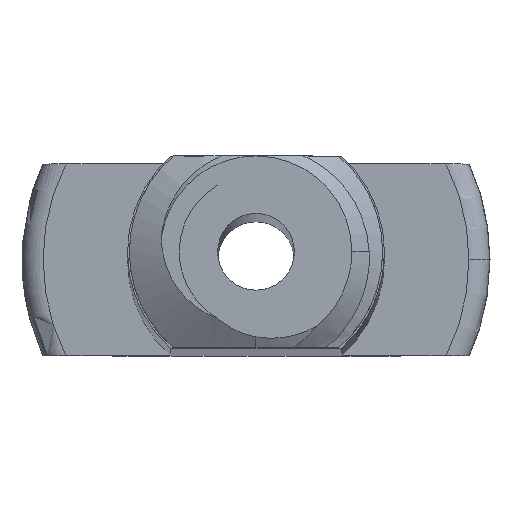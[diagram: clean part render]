
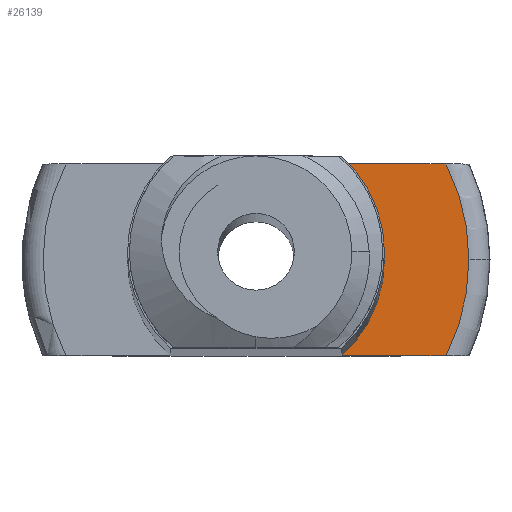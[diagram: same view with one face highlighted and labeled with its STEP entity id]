
A CAD part, top view. The second image highlights one B-rep face of the part: STEP entity #26139.
In plain terms, the highlighted planar face has unit normal (0, 0, 1).
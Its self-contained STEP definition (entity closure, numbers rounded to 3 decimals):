
#7786 = PLANE('',#7787);
#7787 = AXIS2_PLACEMENT_3D('',#7788,#7789,#7790);
#7788 = CARTESIAN_POINT('',(-12.5,-2.5,200.));
#7789 = DIRECTION('',(0.,1.,0.));
#7790 = DIRECTION('',(-1.,0.,0.));
#8575 = PLANE('',#8576);
#8576 = AXIS2_PLACEMENT_3D('',#8577,#8578,#8579);
#8577 = CARTESIAN_POINT('',(-12.5,2.5,200.));
#8578 = DIRECTION('',(0.,-1.,0.));
#8579 = DIRECTION('',(1.,0.,0.));
#11667 = VERTEX_POINT('',#11668);
#11668 = CARTESIAN_POINT('',(4.955,-2.5,0.));
#11720 = TOROIDAL_SURFACE('',#11721,5.55,0.55);
#11721 = AXIS2_PLACEMENT_3D('',#11722,#11723,#11724);
#11722 = CARTESIAN_POINT('',(0.,0.,
    -0.55));
#11723 = DIRECTION('',(0.,0.,1.));
#11724 = DIRECTION('',(1.,0.,0.));
#11751 = EDGE_CURVE('',#11752,#11667,#11754,.T.);
#11752 = VERTEX_POINT('',#11753);
#11753 = CARTESIAN_POINT('',(2.23,-2.5,0.));
#11754 = SURFACE_CURVE('',#11755,(#11759,#11766),.PCURVE_S1.);
#11755 = LINE('',#11756,#11757);
#11756 = CARTESIAN_POINT('',(-6.25,-2.5,0.));
#11757 = VECTOR('',#11758,1.);
#11758 = DIRECTION('',(1.,0.,0.));
#11759 = PCURVE('',#7786,#11760);
#11760 = DEFINITIONAL_REPRESENTATION('',(#11761),#11765);
#11761 = LINE('',#11762,#11763);
#11762 = CARTESIAN_POINT('',(-6.25,-200.));
#11763 = VECTOR('',#11764,1.);
#11764 = DIRECTION('',(-1.,0.));
#11765 = ( GEOMETRIC_REPRESENTATION_CONTEXT(2) 
PARAMETRIC_REPRESENTATION_CONTEXT() REPRESENTATION_CONTEXT('2D SPACE',''
  ) );
#11766 = PCURVE('',#11767,#11772);
#11767 = PLANE('',#11768);
#11768 = AXIS2_PLACEMENT_3D('',#11769,#11770,#11771);
#11769 = CARTESIAN_POINT('',(0.,0.,
    0.));
#11770 = DIRECTION('',(0.,0.,-1.));
#11771 = DIRECTION('',(1.,0.,0.));
#11772 = DEFINITIONAL_REPRESENTATION('',(#11773),#11777);
#11773 = LINE('',#11774,#11775);
#11774 = CARTESIAN_POINT('',(-6.25,2.5));
#11775 = VECTOR('',#11776,1.);
#11776 = DIRECTION('',(1.,0.));
#11777 = ( GEOMETRIC_REPRESENTATION_CONTEXT(2) 
PARAMETRIC_REPRESENTATION_CONTEXT() REPRESENTATION_CONTEXT('2D SPACE',''
  ) );
#11795 = CYLINDRICAL_SURFACE('',#11796,3.35);
#11796 = AXIS2_PLACEMENT_3D('',#11797,#11798,#11799);
#11797 = CARTESIAN_POINT('',(0.,0.,
    114.225));
#11798 = DIRECTION('',(0.,0.,-1.));
#11799 = DIRECTION('',(1.,0.,0.));
#22865 = TOROIDAL_SURFACE('',#22866,5.55,0.55);
#22866 = AXIS2_PLACEMENT_3D('',#22867,#22868,#22869);
#22867 = CARTESIAN_POINT('',(0.,0.,
    -0.55));
#22868 = DIRECTION('',(0.,0.,1.));
#22869 = DIRECTION('',(1.,0.,0.));
#24406 = VERTEX_POINT('',#24407);
#24407 = CARTESIAN_POINT('',(4.955,2.5,0.));
#24485 = EDGE_CURVE('',#24486,#24406,#24488,.T.);
#24486 = VERTEX_POINT('',#24487);
#24487 = CARTESIAN_POINT('',(2.23,2.5,0.));
#24488 = SURFACE_CURVE('',#24489,(#24493,#24500),.PCURVE_S1.);
#24489 = LINE('',#24490,#24491);
#24490 = CARTESIAN_POINT('',(-6.25,2.5,0.));
#24491 = VECTOR('',#24492,1.);
#24492 = DIRECTION('',(1.,0.,0.));
#24493 = PCURVE('',#8575,#24494);
#24494 = DEFINITIONAL_REPRESENTATION('',(#24495),#24499);
#24495 = LINE('',#24496,#24497);
#24496 = CARTESIAN_POINT('',(6.25,-200.));
#24497 = VECTOR('',#24498,1.);
#24498 = DIRECTION('',(1.,0.));
#24499 = ( GEOMETRIC_REPRESENTATION_CONTEXT(2) 
PARAMETRIC_REPRESENTATION_CONTEXT() REPRESENTATION_CONTEXT('2D SPACE',''
  ) );
#24500 = PCURVE('',#11767,#24501);
#24501 = DEFINITIONAL_REPRESENTATION('',(#24502),#24506);
#24502 = LINE('',#24503,#24504);
#24503 = CARTESIAN_POINT('',(-6.25,-2.5));
#24504 = VECTOR('',#24505,1.);
#24505 = DIRECTION('',(1.,0.));
#24506 = ( GEOMETRIC_REPRESENTATION_CONTEXT(2) 
PARAMETRIC_REPRESENTATION_CONTEXT() REPRESENTATION_CONTEXT('2D SPACE',''
  ) );
#24522 = CYLINDRICAL_SURFACE('',#24523,3.35);
#24523 = AXIS2_PLACEMENT_3D('',#24524,#24525,#24526);
#24524 = CARTESIAN_POINT('',(0.,0.,
    114.225));
#24525 = DIRECTION('',(0.,0.,-1.));
#24526 = DIRECTION('',(1.,0.,0.));
#26066 = VERTEX_POINT('',#26067);
#26067 = CARTESIAN_POINT('',(3.35,0.,0.
    ));
#26090 = EDGE_CURVE('',#26066,#11752,#26091,.T.);
#26091 = SURFACE_CURVE('',#26092,(#26097,#26104),.PCURVE_S1.);
#26092 = CIRCLE('',#26093,3.35);
#26093 = AXIS2_PLACEMENT_3D('',#26094,#26095,#26096);
#26094 = CARTESIAN_POINT('',(0.,0.,
    0.));
#26095 = DIRECTION('',(0.,0.,-1.));
#26096 = DIRECTION('',(1.,0.,0.));
#26097 = PCURVE('',#11795,#26098);
#26098 = DEFINITIONAL_REPRESENTATION('',(#26099),#26103);
#26099 = LINE('',#26100,#26101);
#26100 = CARTESIAN_POINT('',(0.,114.225));
#26101 = VECTOR('',#26102,1.);
#26102 = DIRECTION('',(1.,0.));
#26103 = ( GEOMETRIC_REPRESENTATION_CONTEXT(2) 
PARAMETRIC_REPRESENTATION_CONTEXT() REPRESENTATION_CONTEXT('2D SPACE',''
  ) );
#26104 = PCURVE('',#11767,#26105);
#26105 = DEFINITIONAL_REPRESENTATION('',(#26106),#26110);
#26106 = CIRCLE('',#26107,3.35);
#26107 = AXIS2_PLACEMENT_2D('',#26108,#26109);
#26108 = CARTESIAN_POINT('',(0.,0.));
#26109 = DIRECTION('',(1.,0.));
#26110 = ( GEOMETRIC_REPRESENTATION_CONTEXT(2) 
PARAMETRIC_REPRESENTATION_CONTEXT() REPRESENTATION_CONTEXT('2D SPACE',''
  ) );
#26139 = ADVANCED_FACE('',(#26140),#11767,.F.);
#26140 = FACE_BOUND('',#26141,.T.);
#26141 = EDGE_LOOP('',(#26142,#26143,#26165,#26166,#26167,#26191));
#26142 = ORIENTED_EDGE('',*,*,#24485,.F.);
#26143 = ORIENTED_EDGE('',*,*,#26144,.T.);
#26144 = EDGE_CURVE('',#24486,#26066,#26145,.T.);
#26145 = SURFACE_CURVE('',#26146,(#26151,#26158),.PCURVE_S1.);
#26146 = CIRCLE('',#26147,3.35);
#26147 = AXIS2_PLACEMENT_3D('',#26148,#26149,#26150);
#26148 = CARTESIAN_POINT('',(0.,0.,
    0.));
#26149 = DIRECTION('',(0.,0.,-1.));
#26150 = DIRECTION('',(1.,0.,0.));
#26151 = PCURVE('',#11767,#26152);
#26152 = DEFINITIONAL_REPRESENTATION('',(#26153),#26157);
#26153 = CIRCLE('',#26154,3.35);
#26154 = AXIS2_PLACEMENT_2D('',#26155,#26156);
#26155 = CARTESIAN_POINT('',(0.,0.));
#26156 = DIRECTION('',(1.,0.));
#26157 = ( GEOMETRIC_REPRESENTATION_CONTEXT(2) 
PARAMETRIC_REPRESENTATION_CONTEXT() REPRESENTATION_CONTEXT('2D SPACE',''
  ) );
#26158 = PCURVE('',#24522,#26159);
#26159 = DEFINITIONAL_REPRESENTATION('',(#26160),#26164);
#26160 = LINE('',#26161,#26162);
#26161 = CARTESIAN_POINT('',(0.,114.225));
#26162 = VECTOR('',#26163,1.);
#26163 = DIRECTION('',(1.,0.));
#26164 = ( GEOMETRIC_REPRESENTATION_CONTEXT(2) 
PARAMETRIC_REPRESENTATION_CONTEXT() REPRESENTATION_CONTEXT('2D SPACE',''
  ) );
#26165 = ORIENTED_EDGE('',*,*,#26090,.T.);
#26166 = ORIENTED_EDGE('',*,*,#11751,.T.);
#26167 = ORIENTED_EDGE('',*,*,#26168,.F.);
#26168 = EDGE_CURVE('',#26169,#11667,#26171,.T.);
#26169 = VERTEX_POINT('',#26170);
#26170 = CARTESIAN_POINT('',(5.55,0.,
    0.));
#26171 = SURFACE_CURVE('',#26172,(#26177,#26184),.PCURVE_S1.);
#26172 = CIRCLE('',#26173,5.55);
#26173 = AXIS2_PLACEMENT_3D('',#26174,#26175,#26176);
#26174 = CARTESIAN_POINT('',(0.,0.,
    0.));
#26175 = DIRECTION('',(0.,0.,-1.));
#26176 = DIRECTION('',(1.,0.,0.));
#26177 = PCURVE('',#11767,#26178);
#26178 = DEFINITIONAL_REPRESENTATION('',(#26179),#26183);
#26179 = CIRCLE('',#26180,5.55);
#26180 = AXIS2_PLACEMENT_2D('',#26181,#26182);
#26181 = CARTESIAN_POINT('',(0.,0.));
#26182 = DIRECTION('',(1.,0.));
#26183 = ( GEOMETRIC_REPRESENTATION_CONTEXT(2) 
PARAMETRIC_REPRESENTATION_CONTEXT() REPRESENTATION_CONTEXT('2D SPACE',''
  ) );
#26184 = PCURVE('',#11720,#26185);
#26185 = DEFINITIONAL_REPRESENTATION('',(#26186),#26190);
#26186 = LINE('',#26187,#26188);
#26187 = CARTESIAN_POINT('',(0.,7.854));
#26188 = VECTOR('',#26189,1.);
#26189 = DIRECTION('',(-1.,0.));
#26190 = ( GEOMETRIC_REPRESENTATION_CONTEXT(2) 
PARAMETRIC_REPRESENTATION_CONTEXT() REPRESENTATION_CONTEXT('2D SPACE',''
  ) );
#26191 = ORIENTED_EDGE('',*,*,#26192,.F.);
#26192 = EDGE_CURVE('',#24406,#26169,#26193,.T.);
#26193 = SURFACE_CURVE('',#26194,(#26199,#26206),.PCURVE_S1.);
#26194 = CIRCLE('',#26195,5.55);
#26195 = AXIS2_PLACEMENT_3D('',#26196,#26197,#26198);
#26196 = CARTESIAN_POINT('',(0.,0.,
    0.));
#26197 = DIRECTION('',(0.,0.,-1.));
#26198 = DIRECTION('',(1.,0.,0.));
#26199 = PCURVE('',#11767,#26200);
#26200 = DEFINITIONAL_REPRESENTATION('',(#26201),#26205);
#26201 = CIRCLE('',#26202,5.55);
#26202 = AXIS2_PLACEMENT_2D('',#26203,#26204);
#26203 = CARTESIAN_POINT('',(0.,0.));
#26204 = DIRECTION('',(1.,0.));
#26205 = ( GEOMETRIC_REPRESENTATION_CONTEXT(2) 
PARAMETRIC_REPRESENTATION_CONTEXT() REPRESENTATION_CONTEXT('2D SPACE',''
  ) );
#26206 = PCURVE('',#22865,#26207);
#26207 = DEFINITIONAL_REPRESENTATION('',(#26208),#26212);
#26208 = LINE('',#26209,#26210);
#26209 = CARTESIAN_POINT('',(0.,7.854));
#26210 = VECTOR('',#26211,1.);
#26211 = DIRECTION('',(-1.,0.));
#26212 = ( GEOMETRIC_REPRESENTATION_CONTEXT(2) 
PARAMETRIC_REPRESENTATION_CONTEXT() REPRESENTATION_CONTEXT('2D SPACE',''
  ) );
